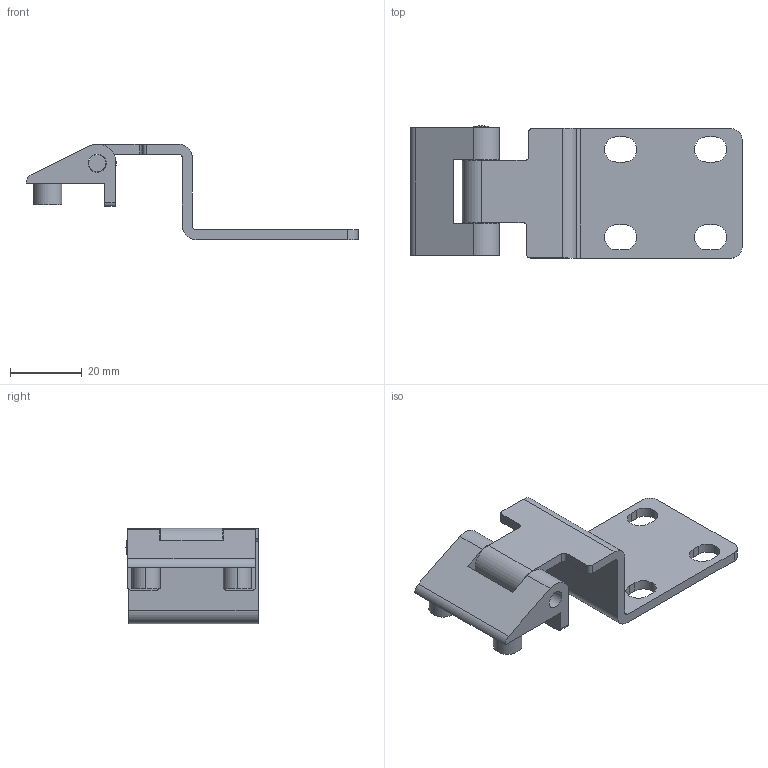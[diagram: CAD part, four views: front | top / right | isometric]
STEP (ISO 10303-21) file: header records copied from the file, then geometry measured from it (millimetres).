
FILE_DESCRIPTION(/* description */ (''),/* implementation_level */ '2;1');
FILE_NAME(/* name */ 'JL202-3',/* time_stamp */ '2024-09-14T14:37:27+08:00',/* author */ (''),/* organization */ (''),/* preprocessor_version */ 'ST-DEVELOPER v19.2',/* originating_system */ 'Rhino 8.5',/* authorisation */ '');
FILE_SCHEMA (('CONFIG_CONTROL_DESIGN'));
Length unit declared in the file: millimetre
Products named in the file (1): Document
Bounding box: 92.25 x 36.73 x 26.5 mm (x, y, z)
Volume: 13637 mm3; surface area: 11230.4 mm2
Topology: 3 solids, 3 shells, 104 faces, 274 edges, 182 vertices
Faces by surface type: plane 52, cylinder 51, bspline 1
Entity records: 3424 total; most frequent: CARTESIAN_POINT 1046, ORIENTED_EDGE 544, DIRECTION 301, EDGE_CURVE 272, AXIS2_PLACEMENT_3D 199, VERTEX_POINT 182, B_SPLINE_CURVE_WITH_KNOTS 141, EDGE_LOOP 124
